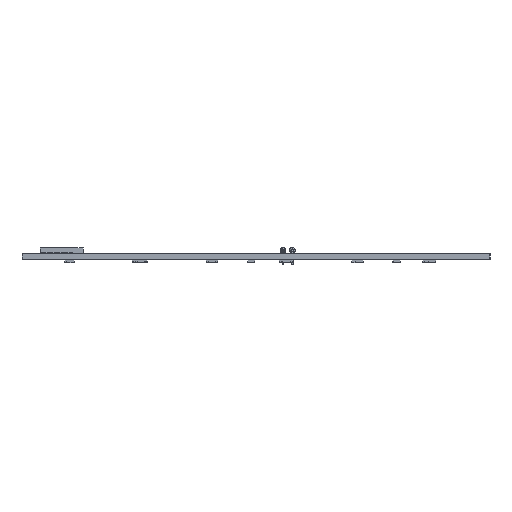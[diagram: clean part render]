
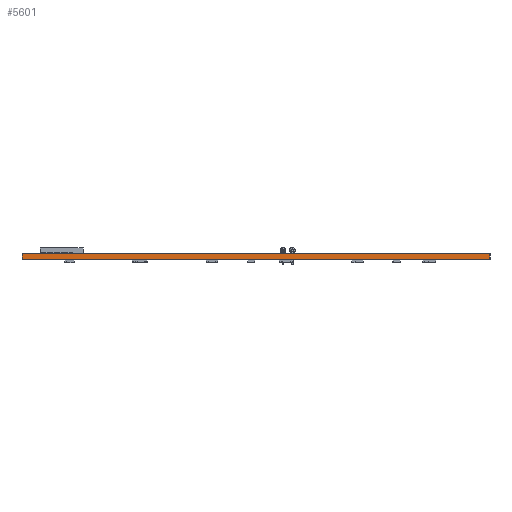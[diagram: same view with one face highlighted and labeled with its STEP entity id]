
A CAD part, left-side view. The second image highlights one B-rep face of the part: STEP entity #5601.
In plain terms, the highlighted planar face has unit normal (-1, 0, 0).
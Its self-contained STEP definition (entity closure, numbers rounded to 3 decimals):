
#5545 = VERTEX_POINT('',#5546);
#5546 = CARTESIAN_POINT('',(-11.5,-122.5,1.51));
#5552 = EDGE_CURVE('',#5553,#5545,#5555,.T.);
#5553 = VERTEX_POINT('',#5554);
#5554 = CARTESIAN_POINT('',(-11.5,-122.5,0.));
#5555 = LINE('',#5556,#5557);
#5556 = CARTESIAN_POINT('',(-11.5,-122.5,0.));
#5557 = VECTOR('',#5558,1.);
#5558 = DIRECTION('',(0.,0.,1.));
#5601 = ADVANCED_FACE('',(#5602),#5627,.T.);
#5602 = FACE_BOUND('',#5603,.T.);
#5603 = EDGE_LOOP('',(#5604,#5605,#5613,#5621));
#5604 = ORIENTED_EDGE('',*,*,#5552,.T.);
#5605 = ORIENTED_EDGE('',*,*,#5606,.T.);
#5606 = EDGE_CURVE('',#5545,#5607,#5609,.T.);
#5607 = VERTEX_POINT('',#5608);
#5608 = CARTESIAN_POINT('',(-11.5,3.,1.51));
#5609 = LINE('',#5610,#5611);
#5610 = CARTESIAN_POINT('',(-11.5,-122.5,1.51));
#5611 = VECTOR('',#5612,1.);
#5612 = DIRECTION('',(0.,1.,0.));
#5613 = ORIENTED_EDGE('',*,*,#5614,.F.);
#5614 = EDGE_CURVE('',#5615,#5607,#5617,.T.);
#5615 = VERTEX_POINT('',#5616);
#5616 = CARTESIAN_POINT('',(-11.5,3.,0.));
#5617 = LINE('',#5618,#5619);
#5618 = CARTESIAN_POINT('',(-11.5,3.,0.));
#5619 = VECTOR('',#5620,1.);
#5620 = DIRECTION('',(0.,0.,1.));
#5621 = ORIENTED_EDGE('',*,*,#5622,.F.);
#5622 = EDGE_CURVE('',#5553,#5615,#5623,.T.);
#5623 = LINE('',#5624,#5625);
#5624 = CARTESIAN_POINT('',(-11.5,-122.5,0.));
#5625 = VECTOR('',#5626,1.);
#5626 = DIRECTION('',(0.,1.,0.));
#5627 = PLANE('',#5628);
#5628 = AXIS2_PLACEMENT_3D('',#5629,#5630,#5631);
#5629 = CARTESIAN_POINT('',(-11.5,-122.5,0.));
#5630 = DIRECTION('',(-1.,0.,0.));
#5631 = DIRECTION('',(0.,1.,0.));
